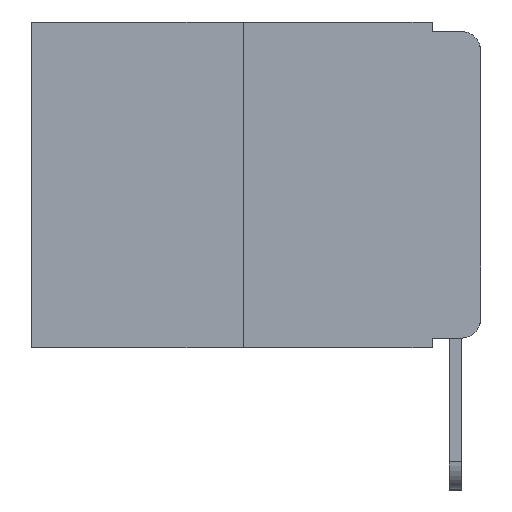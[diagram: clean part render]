
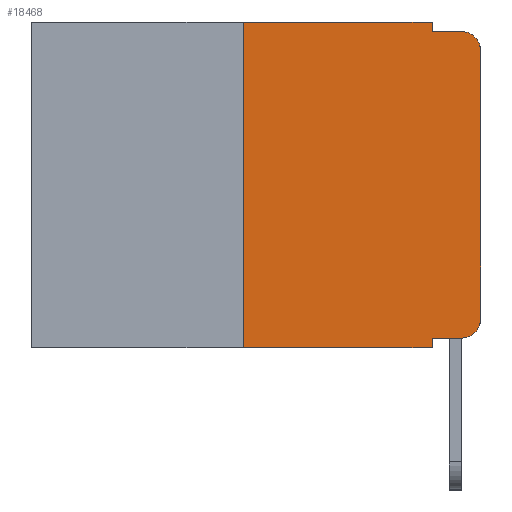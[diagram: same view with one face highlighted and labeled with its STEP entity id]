
A CAD part, left-side view. The second image highlights one B-rep face of the part: STEP entity #18468.
In plain terms, the highlighted planar face has unit normal (-1, 0, 0).
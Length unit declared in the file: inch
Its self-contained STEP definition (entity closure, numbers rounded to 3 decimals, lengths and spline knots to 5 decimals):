
#5 = CARTESIAN_POINT ( 'NONE',  ( 0., 0.051, 0. ) ) ;
#152 = ORIENTED_EDGE ( 'NONE', *, *, #10836, .F. ) ;
#212 = EDGE_CURVE ( 'NONE', #9064, #12474, #3870, .T. ) ;
#223 = AXIS2_PLACEMENT_3D ( 'NONE', #16527, #17906, #14874 ) ;
#1015 = CARTESIAN_POINT ( 'NONE',  ( 0., 0.051, 0. ) ) ;
#1249 = DIRECTION ( 'NONE',  ( -1., 0., 0. ) ) ;
#1598 = VERTEX_POINT ( 'NONE', #5453 ) ;
#1741 = VERTEX_POINT ( 'NONE', #9245 ) ;
#1816 = CARTESIAN_POINT ( 'NONE',  ( 0., 0.473, 0. ) ) ;
#2015 = DIRECTION ( 'NONE',  ( 0., 0., -1. ) ) ;
#2603 = CARTESIAN_POINT ( 'NONE',  ( 0., 0.051, -0.333 ) ) ;
#2789 = VERTEX_POINT ( 'NONE', #2603 ) ;
#2984 = PLANE ( 'NONE',  #7755 ) ;
#3069 = LINE ( 'NONE', #15838, #18595 ) ;
#3150 = DIRECTION ( 'NONE',  ( 0., -1., 0. ) ) ;
#3424 = LINE ( 'NONE', #19813, #6141 ) ;
#3613 = VECTOR ( 'NONE', #14135, 39.37008 ) ;
#3816 = CARTESIAN_POINT ( 'NONE',  ( 0., 0., -0.03 ) ) ;
#3870 = LINE ( 'NONE', #8220, #7777 ) ;
#4664 = LINE ( 'NONE', #17233, #10936 ) ;
#4829 = DIRECTION ( 'NONE',  ( 0., 0., 1. ) ) ;
#4893 = ORIENTED_EDGE ( 'NONE', *, *, #11638, .T. ) ;
#4900 = CARTESIAN_POINT ( 'NONE',  ( 0., 0.02, -0.333 ) ) ;
#5048 = VECTOR ( 'NONE', #3150, 39.37008 ) ;
#5453 = CARTESIAN_POINT ( 'NONE',  ( 0., 0., -0.313 ) ) ;
#5746 = CARTESIAN_POINT ( 'NONE',  ( 0., 0.051, 0. ) ) ;
#5847 = EDGE_CURVE ( 'NONE', #11040, #1741, #3424, .T. ) ;
#6141 = VECTOR ( 'NONE', #13712, 39.37008 ) ;
#6896 = EDGE_CURVE ( 'NONE', #9263, #7482, #11621, .T. ) ;
#7482 = VERTEX_POINT ( 'NONE', #5 ) ;
#7755 = AXIS2_PLACEMENT_3D ( 'NONE', #1816, #9545, #2015 ) ;
#7777 = VECTOR ( 'NONE', #11533, 39.37008 ) ;
#7987 = CARTESIAN_POINT ( 'NONE',  ( 0., 0.051, -0.01 ) ) ;
#8090 = VECTOR ( 'NONE', #13418, 39.37008 ) ;
#8168 = CARTESIAN_POINT ( 'NONE',  ( 0., 0.473, 0. ) ) ;
#8220 = CARTESIAN_POINT ( 'NONE',  ( 0., 0.473, -0.343 ) ) ;
#8237 = ORIENTED_EDGE ( 'NONE', *, *, #212, .T. ) ;
#8493 = AXIS2_PLACEMENT_3D ( 'NONE', #18186, #1249, #13711 ) ;
#8556 = EDGE_CURVE ( 'NONE', #12655, #1741, #10332, .T. ) ;
#8793 = ORIENTED_EDGE ( 'NONE', *, *, #8556, .T. ) ;
#9059 = LINE ( 'NONE', #1015, #8090 ) ;
#9064 = VERTEX_POINT ( 'NONE', #18163 ) ;
#9245 = CARTESIAN_POINT ( 'NONE',  ( 0., 0.02, -0.01 ) ) ;
#9263 = VERTEX_POINT ( 'NONE', #18282 ) ;
#9388 = CARTESIAN_POINT ( 'NONE',  ( 0., 0.051, -0.333 ) ) ;
#9545 = DIRECTION ( 'NONE',  ( 1., 0., 0. ) ) ;
#10038 = FACE_OUTER_BOUND ( 'NONE', #18102, .T. ) ;
#10233 = EDGE_CURVE ( 'NONE', #15578, #1598, #11984, .T. ) ;
#10307 = ORIENTED_EDGE ( 'NONE', *, *, #5847, .F. ) ;
#10332 = CIRCLE ( 'NONE', #8493, 0.02 ) ;
#10836 = EDGE_CURVE ( 'NONE', #7482, #11040, #9059, .T. ) ;
#10936 = VECTOR ( 'NONE', #4829, 39.37008 ) ;
#11040 = VERTEX_POINT ( 'NONE', #7987 ) ;
#11533 = DIRECTION ( 'NONE',  ( 0., -1., 0. ) ) ;
#11552 = ORIENTED_EDGE ( 'NONE', *, *, #16930, .T. ) ;
#11621 = LINE ( 'NONE', #8168, #3613 ) ;
#11638 = EDGE_CURVE ( 'NONE', #1598, #12655, #4664, .T. ) ;
#11984 = CIRCLE ( 'NONE', #223, 0.02 ) ;
#12341 = VECTOR ( 'NONE', #16604, 39.37008 ) ;
#12474 = VERTEX_POINT ( 'NONE', #14279 ) ;
#12655 = VERTEX_POINT ( 'NONE', #3816 ) ;
#12798 = EDGE_CURVE ( 'NONE', #2789, #12474, #15502, .T. ) ;
#13418 = DIRECTION ( 'NONE',  ( 0., 0., -1. ) ) ;
#13554 = ORIENTED_EDGE ( 'NONE', *, *, #6896, .F. ) ;
#13711 = DIRECTION ( 'NONE',  ( 0., 0., -1. ) ) ;
#13712 = DIRECTION ( 'NONE',  ( 0., -1., 0. ) ) ;
#14135 = DIRECTION ( 'NONE',  ( 0., -1., 0. ) ) ;
#14279 = CARTESIAN_POINT ( 'NONE',  ( 0., 0.051, -0.343 ) ) ;
#14874 = DIRECTION ( 'NONE',  ( 0., 0., -1. ) ) ;
#14939 = ORIENTED_EDGE ( 'NONE', *, *, #10233, .T. ) ;
#15502 = LINE ( 'NONE', #5746, #12341 ) ;
#15578 = VERTEX_POINT ( 'NONE', #4900 ) ;
#15838 = CARTESIAN_POINT ( 'NONE',  ( 0., 0.25, 0. ) ) ;
#15904 = DIRECTION ( 'NONE',  ( 0., 0., 1. ) ) ;
#16069 = ORIENTED_EDGE ( 'NONE', *, *, #17043, .F. ) ;
#16527 = CARTESIAN_POINT ( 'NONE',  ( 0., 0.02, -0.313 ) ) ;
#16604 = DIRECTION ( 'NONE',  ( 0., 0., -1. ) ) ;
#16930 = EDGE_CURVE ( 'NONE', #2789, #15578, #19088, .T. ) ;
#17043 = EDGE_CURVE ( 'NONE', #9064, #9263, #3069, .T. ) ;
#17233 = CARTESIAN_POINT ( 'NONE',  ( 0., 0., 0. ) ) ;
#17906 = DIRECTION ( 'NONE',  ( -1., 0., 0. ) ) ;
#18102 = EDGE_LOOP ( 'NONE', ( #4893, #8793, #10307, #152, #13554, #16069, #8237, #19467, #11552, #14939 ) ) ;
#18163 = CARTESIAN_POINT ( 'NONE',  ( 0., 0.25, -0.343 ) ) ;
#18186 = CARTESIAN_POINT ( 'NONE',  ( 0., 0.02, -0.03 ) ) ;
#18282 = CARTESIAN_POINT ( 'NONE',  ( 0., 0.25, 0. ) ) ;
#18468 = ADVANCED_FACE ( 'NONE', ( #10038 ), #2984, .F. ) ;
#18595 = VECTOR ( 'NONE', #15904, 39.37008 ) ;
#19088 = LINE ( 'NONE', #9388, #5048 ) ;
#19467 = ORIENTED_EDGE ( 'NONE', *, *, #12798, .F. ) ;
#19813 = CARTESIAN_POINT ( 'NONE',  ( 0., 0.051, -0.01 ) ) ;
